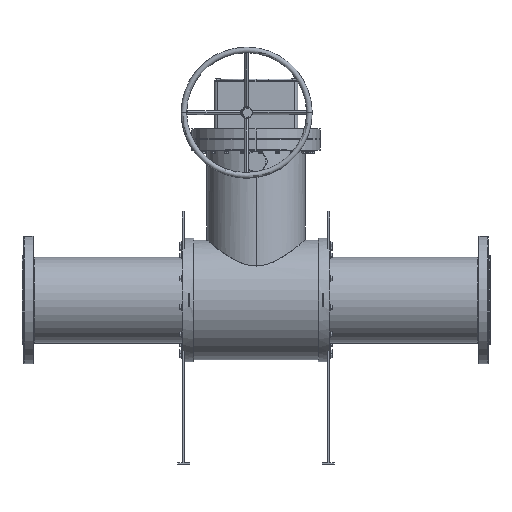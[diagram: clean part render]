
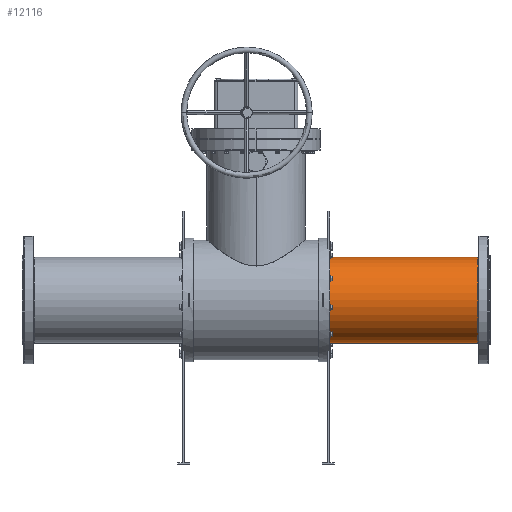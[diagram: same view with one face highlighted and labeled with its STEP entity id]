
A CAD part, top view. The second image highlights one B-rep face of the part: STEP entity #12116.
In plain terms, the highlighted cylindrical face has radius 229.5 mm (diameter 459 mm), a partial arc.
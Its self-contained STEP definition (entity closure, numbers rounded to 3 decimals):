
#291 = VECTOR ( 'NONE', #1342, 1000. ) ;
#592 = EDGE_CURVE ( 'NONE', #14330, #18968, #2879, .T. ) ;
#1342 = DIRECTION ( 'NONE',  ( -1., 0., 0. ) ) ;
#2879 = LINE ( 'NONE', #20677, #18165 ) ;
#2906 = DIRECTION ( 'NONE',  ( -1., 0., 0. ) ) ;
#2994 = AXIS2_PLACEMENT_3D ( 'NONE', #14144, #18997, #23111 ) ;
#3931 = EDGE_CURVE ( 'NONE', #7373, #14330, #24611, .T. ) ;
#5328 = CARTESIAN_POINT ( 'NONE',  ( -1250., -229.5, 0. ) ) ;
#5607 = AXIS2_PLACEMENT_3D ( 'NONE', #25098, #9191, #6856 ) ;
#6694 = CARTESIAN_POINT ( 'NONE',  ( 1185., -229.5, 0. ) ) ;
#6856 = DIRECTION ( 'NONE',  ( 0., 0., -1. ) ) ;
#7316 = FACE_OUTER_BOUND ( 'NONE', #25103, .T. ) ;
#7373 = VERTEX_POINT ( 'NONE', #6694 ) ;
#9191 = DIRECTION ( 'NONE',  ( 1., 0., 0. ) ) ;
#10320 = LINE ( 'NONE', #5328, #291 ) ;
#10944 = CARTESIAN_POINT ( 'NONE',  ( 393., 229.5, 0. ) ) ;
#12116 = ADVANCED_FACE ( 'NONE', ( #7316 ), #16302, .T. ) ;
#13080 = AXIS2_PLACEMENT_3D ( 'NONE', #16162, #2906, #25122 ) ;
#13535 = EDGE_CURVE ( 'NONE', #18968, #23117, #27207, .T. ) ;
#14144 = CARTESIAN_POINT ( 'NONE',  ( 1185., 0., 0. ) ) ;
#14330 = VERTEX_POINT ( 'NONE', #28438 ) ;
#16162 = CARTESIAN_POINT ( 'NONE',  ( -1250., 0., 0. ) ) ;
#16302 = CYLINDRICAL_SURFACE ( 'NONE', #13080, 229.5 ) ;
#16572 = CARTESIAN_POINT ( 'NONE',  ( 393., -229.5, 0. ) ) ;
#16656 = ORIENTED_EDGE ( 'NONE', *, *, #16658, .F. ) ;
#16658 = EDGE_CURVE ( 'NONE', #7373, #23117, #10320, .T. ) ;
#16862 = ORIENTED_EDGE ( 'NONE', *, *, #3931, .T. ) ;
#18165 = VECTOR ( 'NONE', #18333, 1000. ) ;
#18333 = DIRECTION ( 'NONE',  ( -1., 0., 0. ) ) ;
#18968 = VERTEX_POINT ( 'NONE', #10944 ) ;
#18997 = DIRECTION ( 'NONE',  ( -1., 0., 0. ) ) ;
#20677 = CARTESIAN_POINT ( 'NONE',  ( -1250., 229.5, 0. ) ) ;
#22239 = ORIENTED_EDGE ( 'NONE', *, *, #13535, .T. ) ;
#23111 = DIRECTION ( 'NONE',  ( 0., 1., 0. ) ) ;
#23117 = VERTEX_POINT ( 'NONE', #16572 ) ;
#23320 = ORIENTED_EDGE ( 'NONE', *, *, #592, .T. ) ;
#24611 = CIRCLE ( 'NONE', #2994, 229.5 ) ;
#25098 = CARTESIAN_POINT ( 'NONE',  ( 393., 0., 0. ) ) ;
#25103 = EDGE_LOOP ( 'NONE', ( #16862, #23320, #22239, #16656 ) ) ;
#25122 = DIRECTION ( 'NONE',  ( 0., -1., 0. ) ) ;
#27207 = CIRCLE ( 'NONE', #5607, 229.5 ) ;
#28438 = CARTESIAN_POINT ( 'NONE',  ( 1185., 229.5, 0. ) ) ;
